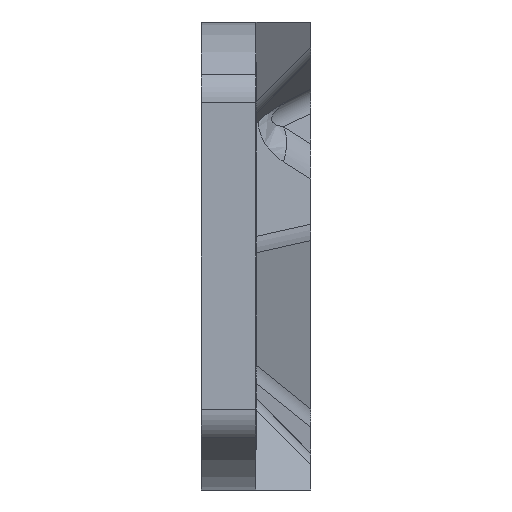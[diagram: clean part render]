
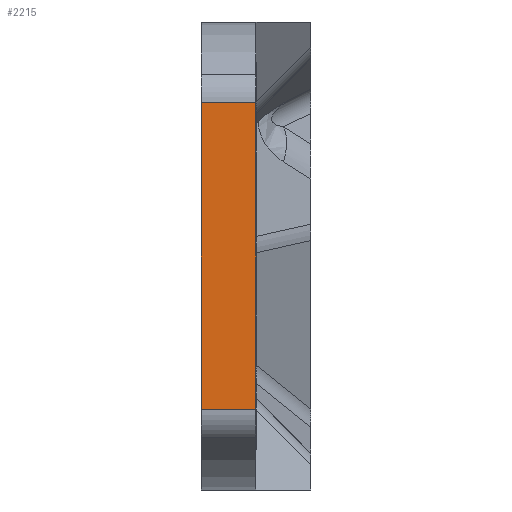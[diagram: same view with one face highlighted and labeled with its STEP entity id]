
A CAD part, left-side view. The second image highlights one B-rep face of the part: STEP entity #2215.
In plain terms, the highlighted planar face has unit normal (-1, 0, 0).
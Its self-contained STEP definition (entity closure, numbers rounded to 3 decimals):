
#90=PLANE('',#2393);
#214=LINE('',#3498,#430);
#216=LINE('',#3504,#432);
#217=LINE('',#3506,#433);
#218=LINE('',#3507,#434);
#430=VECTOR('',#2755,10.);
#432=VECTOR('',#2761,10.);
#433=VECTOR('',#2762,10.);
#434=VECTOR('',#2763,10.);
#648=FACE_OUTER_BOUND('',#771,.T.);
#771=EDGE_LOOP('',(#1689,#1690,#1691,#1692));
#1076=VERTEX_POINT('',#3495);
#1077=VERTEX_POINT('',#3497);
#1079=VERTEX_POINT('',#3503);
#1080=VERTEX_POINT('',#3505);
#1311=EDGE_CURVE('',#1076,#1077,#214,.T.);
#1314=EDGE_CURVE('',#1079,#1076,#216,.T.);
#1315=EDGE_CURVE('',#1080,#1079,#217,.T.);
#1316=EDGE_CURVE('',#1077,#1080,#218,.T.);
#1689=ORIENTED_EDGE('',*,*,#1311,.F.);
#1690=ORIENTED_EDGE('',*,*,#1314,.F.);
#1691=ORIENTED_EDGE('',*,*,#1315,.F.);
#1692=ORIENTED_EDGE('',*,*,#1316,.F.);
#2215=ADVANCED_FACE('',(#648),#90,.T.);
#2393=AXIS2_PLACEMENT_3D('',#3502,#2759,#2760);
#2755=DIRECTION('',(0.,1.,0.));
#2759=DIRECTION('center_axis',(-1.,0.,0.));
#2760=DIRECTION('ref_axis',(0.,0.,-1.));
#2761=DIRECTION('',(0.,0.,-1.));
#2762=DIRECTION('',(0.,-1.,0.));
#2763=DIRECTION('',(0.,0.,1.));
#3495=CARTESIAN_POINT('',(-139.612,-6.,-21.563));
#3497=CARTESIAN_POINT('',(-139.612,0.,-21.563));
#3498=CARTESIAN_POINT('',(-139.612,0.,-21.563));
#3502=CARTESIAN_POINT('Origin',(-139.612,0.,13.853));
#3503=CARTESIAN_POINT('',(-139.612,-6.,12.046));
#3504=CARTESIAN_POINT('',(-139.612,-6.,-23.37));
#3505=CARTESIAN_POINT('',(-139.612,0.,12.046));
#3506=CARTESIAN_POINT('',(-139.612,0.,12.046));
#3507=CARTESIAN_POINT('',(-139.612,0.,-23.37));
